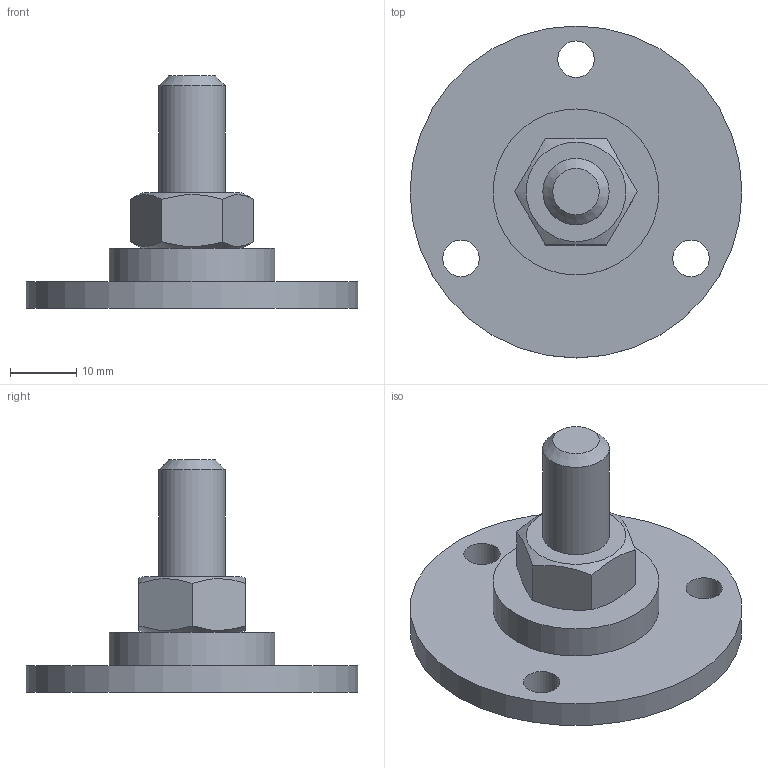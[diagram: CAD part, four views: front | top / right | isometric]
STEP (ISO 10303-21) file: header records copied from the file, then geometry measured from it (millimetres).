
FILE_DESCRIPTION(/* description */ ('Unknown'),/* implementation_level */ '2;1');
FILE_NAME(/* name */ '113.00028_00 Alufuss D50x35',/* time_stamp */ '2018-12-03T12:07:02+01:00',/* author */ ('Unknown'),/* organization */ ('Unknown'),/* preprocessor_version */ 'ST-DEVELOPER v16.7',/* originating_system */ 'DEX',/* authorisation */ $);
FILE_SCHEMA (('AUTOMOTIVE_DESIGN {1 0 10303 214 3 1 1}'));
Length unit declared in the file: millimetre
Products named in the file (4): 113.00028; 125.00026; 142.00040; 142.00100
Assembly tree (3 placements, depth 2):
  113.00028
    125.00026
    142.00040
    142.00100
Bounding box: 50 x 50 x 35 mm (x, y, z)
Volume: 13235.2 mm3; surface area: 7772.9 mm2
Topology: 3 solids, 3 shells, 36 faces, 80 edges, 52 vertices
Faces by surface type: plane 20, cylinder 8, cone 7, torus 1
Full cylindrical faces by diameter (mm): 5.5 x3, 8.376 x2, 10 x1, 25 x1, 50 x1
Entity records: 1270 total; most frequent: CARTESIAN_POINT 208, DIRECTION 152, ORIENTED_EDGE 120, EDGE_LOOP 64, FACE_BOUND 64, AXIS2_PLACEMENT_3D 64, EDGE_CURVE 60, VERTEX_POINT 48
